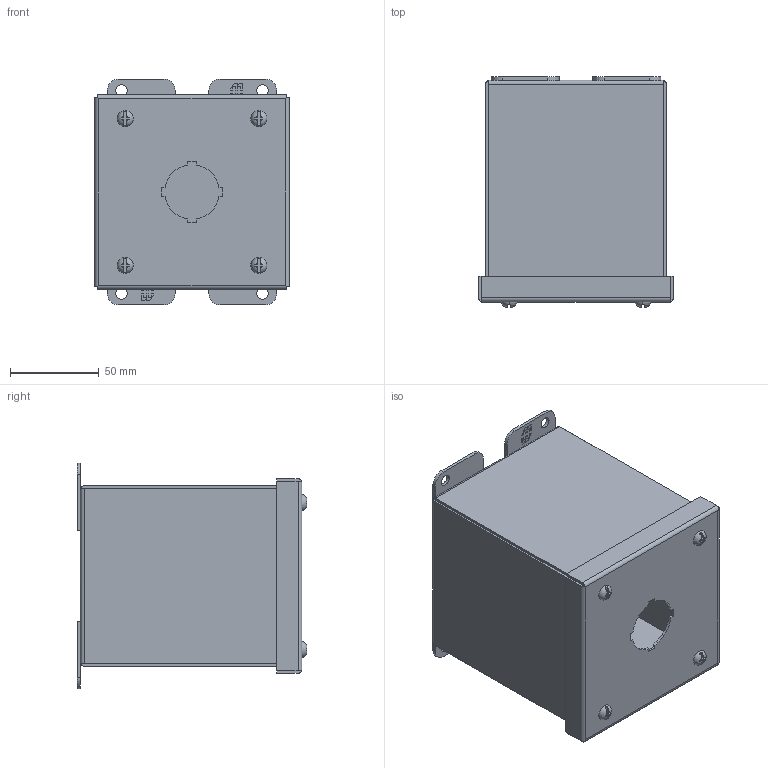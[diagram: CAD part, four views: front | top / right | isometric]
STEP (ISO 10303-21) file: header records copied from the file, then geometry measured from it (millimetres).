
FILE_DESCRIPTION (( 'STEP AP203' ), '1' );
FILE_NAME ('1437SSA_Default.step', '2019-11-08T19:16:30', ( '' ), ( '' ), 'SwSTEP 2.0', 'SolidWorks 2019', '' );
FILE_SCHEMA (( 'CONFIG_CONTROL_DESIGN' ));
Length unit declared in the file: inch
Products named in the file (1): 1437SSA_Default
Bounding box: 109.52 x 129.26 x 127 mm (x, y, z)
Volume: 151334.4 mm3; surface area: 190151.9 mm2
Topology: 21 solids, 21 shells, 541 faces, 1356 edges, 873 vertices
Faces by surface type: plane 371, cylinder 140, cone 14, torus 8, bspline 8
Entity records: 16479 total; most frequent: CARTESIAN_POINT 3357, ORIENTED_EDGE 2708, DIRECTION 2650, EDGE_CURVE 1354, VECTOR 934, LINE 934, VERTEX_POINT 873, AXIS2_PLACEMENT_3D 858
